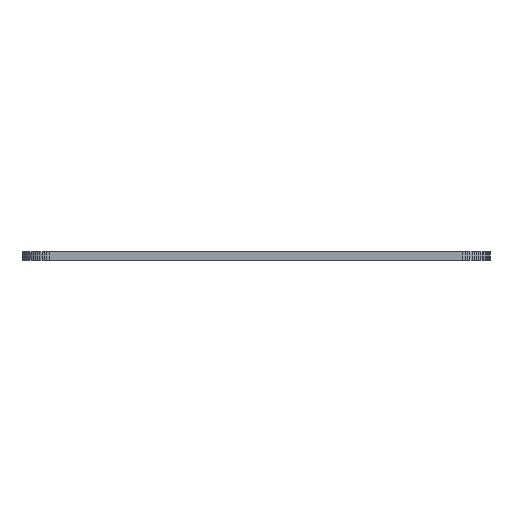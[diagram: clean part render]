
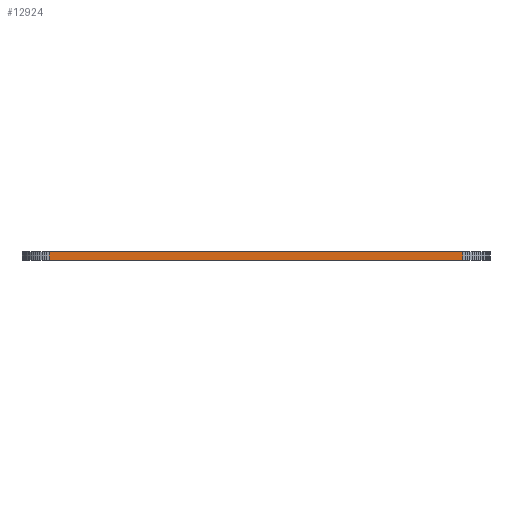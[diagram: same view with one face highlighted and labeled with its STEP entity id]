
A CAD part, front view. The second image highlights one B-rep face of the part: STEP entity #12924.
In plain terms, the highlighted planar face has unit normal (0, -1, 0).
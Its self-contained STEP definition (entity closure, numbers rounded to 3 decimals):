
#90 = PLANE('',#91);
#91 = AXIS2_PLACEMENT_3D('',#92,#93,#94);
#92 = CARTESIAN_POINT('',(141.525,-91.904,1.6));
#93 = DIRECTION('',(-0.,-0.,-1.));
#94 = DIRECTION('',(-1.,0.,0.));
#144 = PLANE('',#145);
#145 = AXIS2_PLACEMENT_3D('',#146,#147,#148);
#146 = CARTESIAN_POINT('',(141.525,-91.904,0.));
#147 = DIRECTION('',(-0.,-0.,-1.));
#148 = DIRECTION('',(-1.,0.,0.));
#2297 = VERTEX_POINT('',#2298);
#2298 = CARTESIAN_POINT('',(179.633,-128.567,0.));
#2312 = PLANE('',#2313);
#2313 = AXIS2_PLACEMENT_3D('',#2314,#2315,#2316);
#2314 = CARTESIAN_POINT('',(180.069,-128.548,0.));
#2315 = DIRECTION('',(0.044,-0.999,0.));
#2316 = DIRECTION('',(-0.999,-0.044,0.));
#2324 = EDGE_CURVE('',#2297,#2325,#2327,.T.);
#2325 = VERTEX_POINT('',#2326);
#2326 = CARTESIAN_POINT('',(103.417,-128.567,0.));
#2327 = SURFACE_CURVE('',#2328,(#2332,#2339),.PCURVE_S1.);
#2328 = LINE('',#2329,#2330);
#2329 = CARTESIAN_POINT('',(179.633,-128.567,0.));
#2330 = VECTOR('',#2331,1.);
#2331 = DIRECTION('',(-1.,0.,0.));
#2332 = PCURVE('',#144,#2333);
#2333 = DEFINITIONAL_REPRESENTATION('',(#2334),#2338);
#2334 = LINE('',#2335,#2336);
#2335 = CARTESIAN_POINT('',(-38.108,-36.663));
#2336 = VECTOR('',#2337,1.);
#2337 = DIRECTION('',(1.,0.));
#2338 = ( GEOMETRIC_REPRESENTATION_CONTEXT(2) 
PARAMETRIC_REPRESENTATION_CONTEXT() REPRESENTATION_CONTEXT('2D SPACE',''
  ) );
#2339 = PCURVE('',#2340,#2345);
#2340 = PLANE('',#2341);
#2341 = AXIS2_PLACEMENT_3D('',#2342,#2343,#2344);
#2342 = CARTESIAN_POINT('',(179.633,-128.567,0.));
#2343 = DIRECTION('',(0.,-1.,0.));
#2344 = DIRECTION('',(-1.,0.,0.));
#2345 = DEFINITIONAL_REPRESENTATION('',(#2346),#2350);
#2346 = LINE('',#2347,#2348);
#2347 = CARTESIAN_POINT('',(0.,-0.));
#2348 = VECTOR('',#2349,1.);
#2349 = DIRECTION('',(1.,0.));
#2350 = ( GEOMETRIC_REPRESENTATION_CONTEXT(2) 
PARAMETRIC_REPRESENTATION_CONTEXT() REPRESENTATION_CONTEXT('2D SPACE',''
  ) );
#2368 = PLANE('',#2369);
#2369 = AXIS2_PLACEMENT_3D('',#2370,#2371,#2372);
#2370 = CARTESIAN_POINT('',(103.417,-128.567,0.));
#2371 = DIRECTION('',(-0.044,-0.999,0.));
#2372 = DIRECTION('',(-0.999,0.044,0.));
#6708 = VERTEX_POINT('',#6709);
#6709 = CARTESIAN_POINT('',(179.633,-128.567,1.6));
#6730 = EDGE_CURVE('',#6708,#6731,#6733,.T.);
#6731 = VERTEX_POINT('',#6732);
#6732 = CARTESIAN_POINT('',(103.417,-128.567,1.6));
#6733 = SURFACE_CURVE('',#6734,(#6738,#6745),.PCURVE_S1.);
#6734 = LINE('',#6735,#6736);
#6735 = CARTESIAN_POINT('',(179.633,-128.567,1.6));
#6736 = VECTOR('',#6737,1.);
#6737 = DIRECTION('',(-1.,0.,0.));
#6738 = PCURVE('',#90,#6739);
#6739 = DEFINITIONAL_REPRESENTATION('',(#6740),#6744);
#6740 = LINE('',#6741,#6742);
#6741 = CARTESIAN_POINT('',(-38.108,-36.663));
#6742 = VECTOR('',#6743,1.);
#6743 = DIRECTION('',(1.,0.));
#6744 = ( GEOMETRIC_REPRESENTATION_CONTEXT(2) 
PARAMETRIC_REPRESENTATION_CONTEXT() REPRESENTATION_CONTEXT('2D SPACE',''
  ) );
#6745 = PCURVE('',#2340,#6746);
#6746 = DEFINITIONAL_REPRESENTATION('',(#6747),#6751);
#6747 = LINE('',#6748,#6749);
#6748 = CARTESIAN_POINT('',(0.,-1.6));
#6749 = VECTOR('',#6750,1.);
#6750 = DIRECTION('',(1.,0.));
#6751 = ( GEOMETRIC_REPRESENTATION_CONTEXT(2) 
PARAMETRIC_REPRESENTATION_CONTEXT() REPRESENTATION_CONTEXT('2D SPACE',''
  ) );
#12876 = EDGE_CURVE('',#2297,#6708,#12877,.T.);
#12877 = SURFACE_CURVE('',#12878,(#12882,#12889),.PCURVE_S1.);
#12878 = LINE('',#12879,#12880);
#12879 = CARTESIAN_POINT('',(179.633,-128.567,0.));
#12880 = VECTOR('',#12881,1.);
#12881 = DIRECTION('',(0.,0.,1.));
#12882 = PCURVE('',#2312,#12883);
#12883 = DEFINITIONAL_REPRESENTATION('',(#12884),#12888);
#12884 = LINE('',#12885,#12886);
#12885 = CARTESIAN_POINT('',(0.436,0.));
#12886 = VECTOR('',#12887,1.);
#12887 = DIRECTION('',(0.,-1.));
#12888 = ( GEOMETRIC_REPRESENTATION_CONTEXT(2) 
PARAMETRIC_REPRESENTATION_CONTEXT() REPRESENTATION_CONTEXT('2D SPACE',''
  ) );
#12889 = PCURVE('',#2340,#12890);
#12890 = DEFINITIONAL_REPRESENTATION('',(#12891),#12895);
#12891 = LINE('',#12892,#12893);
#12892 = CARTESIAN_POINT('',(0.,-0.));
#12893 = VECTOR('',#12894,1.);
#12894 = DIRECTION('',(0.,-1.));
#12895 = ( GEOMETRIC_REPRESENTATION_CONTEXT(2) 
PARAMETRIC_REPRESENTATION_CONTEXT() REPRESENTATION_CONTEXT('2D SPACE',''
  ) );
#12924 = ADVANCED_FACE('',(#12925),#2340,.T.);
#12925 = FACE_BOUND('',#12926,.T.);
#12926 = EDGE_LOOP('',(#12927,#12928,#12929,#12950));
#12927 = ORIENTED_EDGE('',*,*,#12876,.T.);
#12928 = ORIENTED_EDGE('',*,*,#6730,.T.);
#12929 = ORIENTED_EDGE('',*,*,#12930,.F.);
#12930 = EDGE_CURVE('',#2325,#6731,#12931,.T.);
#12931 = SURFACE_CURVE('',#12932,(#12936,#12943),.PCURVE_S1.);
#12932 = LINE('',#12933,#12934);
#12933 = CARTESIAN_POINT('',(103.417,-128.567,0.));
#12934 = VECTOR('',#12935,1.);
#12935 = DIRECTION('',(0.,0.,1.));
#12936 = PCURVE('',#2340,#12937);
#12937 = DEFINITIONAL_REPRESENTATION('',(#12938),#12942);
#12938 = LINE('',#12939,#12940);
#12939 = CARTESIAN_POINT('',(76.216,0.));
#12940 = VECTOR('',#12941,1.);
#12941 = DIRECTION('',(0.,-1.));
#12942 = ( GEOMETRIC_REPRESENTATION_CONTEXT(2) 
PARAMETRIC_REPRESENTATION_CONTEXT() REPRESENTATION_CONTEXT('2D SPACE',''
  ) );
#12943 = PCURVE('',#2368,#12944);
#12944 = DEFINITIONAL_REPRESENTATION('',(#12945),#12949);
#12945 = LINE('',#12946,#12947);
#12946 = CARTESIAN_POINT('',(0.,0.));
#12947 = VECTOR('',#12948,1.);
#12948 = DIRECTION('',(0.,-1.));
#12949 = ( GEOMETRIC_REPRESENTATION_CONTEXT(2) 
PARAMETRIC_REPRESENTATION_CONTEXT() REPRESENTATION_CONTEXT('2D SPACE',''
  ) );
#12950 = ORIENTED_EDGE('',*,*,#2324,.F.);
